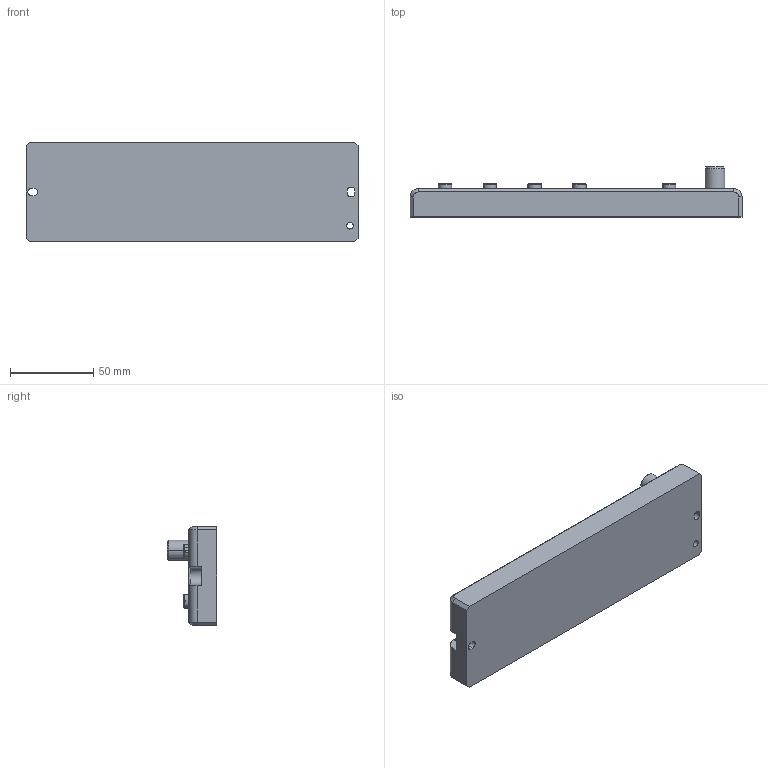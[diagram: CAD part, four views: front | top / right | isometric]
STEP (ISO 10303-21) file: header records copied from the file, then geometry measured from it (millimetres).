
FILE_DESCRIPTION(('CATIA V5 STEP Exchange','CAx-IF Rec.Pracs.--- Model Styling and Organization---1.4--- 2014-01-23'),'2;1');
FILE_NAME ('D1425231_1', '2020-05-27T06:49:11+00:00', ('none'), ('Weidmueller'), 'CATIA Version 5-6 Release 2016 SP3 HF44', 'CATIA V5 STEP AP214', 'none');
FILE_SCHEMA(('AUTOMOTIVE_DESIGN { 1 0 10303 214 1 1 1 1 }'));
Length unit declared in the file: millimetre
Products named in the file (1): S3D_UR67-MP-HP-16DIO-12-60M
Bounding box: 200 x 30.1 x 59.6 mm (x, y, z)
Volume: 195964.9 mm3; surface area: 49593.3 mm2
Topology: 59 solids, 59 shells, 1045 faces, 2503 edges, 1639 vertices
Faces by surface type: plane 530, cylinder 435, cone 64, torus 16
Entity records: 30020 total; most frequent: CARTESIAN_POINT 6030, ORIENTED_EDGE 5006, DIRECTION 3824, EDGE_CURVE 2503, VERTEX_POINT 1639, AXIS2_PLACEMENT_3D 1625, VECTOR 1465, LINE 1465
